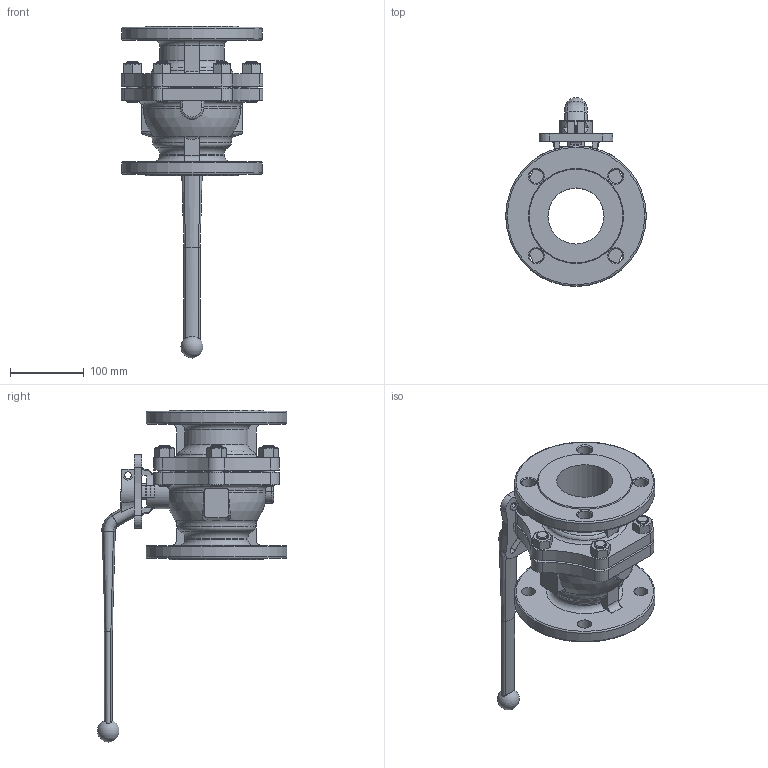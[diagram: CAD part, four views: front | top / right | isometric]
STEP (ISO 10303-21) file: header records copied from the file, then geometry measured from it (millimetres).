
FILE_DESCRIPTION(/* description */ ('STEP AP214'),/* implementation_level */ '2;1');
FILE_NAME(/* name */ '8097474_VZBF-3-P1-20-D-2-F0710-M-V15V15',/* time_stamp */ '2024-09-18T02:31:28+02:00',/* author */ ('License CC BY-ND 4.0'),/* organization */ ('CADENAS'),/* preprocessor_version */ 'ST-DEVELOPER v19.3',/* originating_system */ 'PARTsolutions',/* authorisation */ ' ');
FILE_SCHEMA (('AUTOMOTIVE_DESIGN {1 0 10303 214 3 1 1}'));
Length unit declared in the file: millimetre
Products named in the file (3): 8097474 VZBF-3-P1-20-D-2-F0710-M-V15V15; 4810859 VZBF-3-P1-20-D-2-F0710-V15V15; 4895985 VAOH-F9-17-H9-A
Assembly tree (2 placements, depth 2):
  8097474 VZBF-3-P1-20-D-2-F0710-M-V15V15
    4810859 VZBF-3-P1-20-D-2-F0710-V15V15
    4895985 VAOH-F9-17-H9-A
Bounding box: 192.4 x 256.75 x 450.5 mm (x, y, z)
Volume: 2478142.6 mm3; surface area: 347481 mm2
Topology: 2 solids, 2 shells, 502 faces, 1325 edges, 846 vertices
Faces by surface type: plane 207, cylinder 143, cone 110, torus 39, sphere 3
Full cylindrical faces by diameter (mm): 9 x2, 11 x1, 16 x18, 17.5 x6, 19 x8, 47 x1, 76 x1, 190.5 x2
Entity records: 15606 total; most frequent: CARTESIAN_POINT 3587, ORIENTED_EDGE 2456, DIRECTION 2444, EDGE_CURVE 1228, AXIS2_PLACEMENT_3D 975, VERTEX_POINT 821, EDGE_LOOP 647, FACE_BOUND 647
